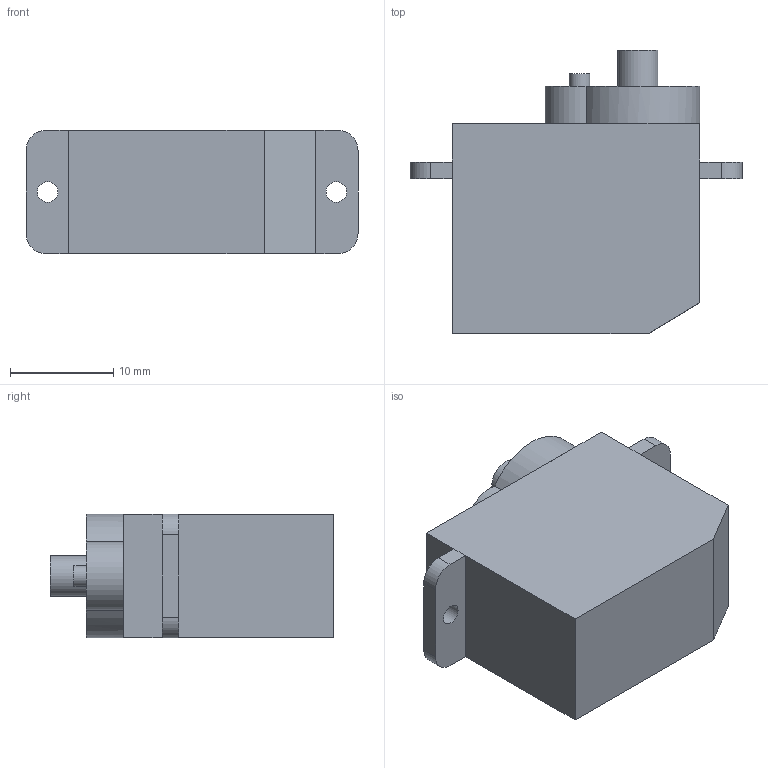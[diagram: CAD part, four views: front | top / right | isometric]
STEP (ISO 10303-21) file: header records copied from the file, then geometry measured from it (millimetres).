
FILE_DESCRIPTION(('FreeCAD Model'),'2;1');
FILE_NAME('EmaxES08MAII.step', '2015-06-17T00:15:34',('Author'),(''), 'Open CASCADE STEP processor 6.8','FreeCAD','Unknown');
FILE_SCHEMA(('AUTOMOTIVE_DESIGN_CC2 { 1 2 10303 214 -1 1 5 4 }'));
Length unit declared in the file: millimetre
Products named in the file (1): Pocket
Bounding box: 32.2 x 27.5 x 12 mm (x, y, z)
Volume: 6442.7 mm3; surface area: 2425.5 mm2
Topology: 1 solids, 1 shells, 34 faces, 79 edges, 49 vertices
Faces by surface type: plane 24, cylinder 10
Full cylindrical faces by diameter (mm): 2 x3, 3.9 x1
Entity records: 2050 total; most frequent: CARTESIAN_POINT 393, DIRECTION 318, LINE 191, VECTOR 191, ORIENTED_EDGE 158, PCURVE 158, DEFINITIONAL_REPRESENTATION 158, EDGE_CURVE 79
